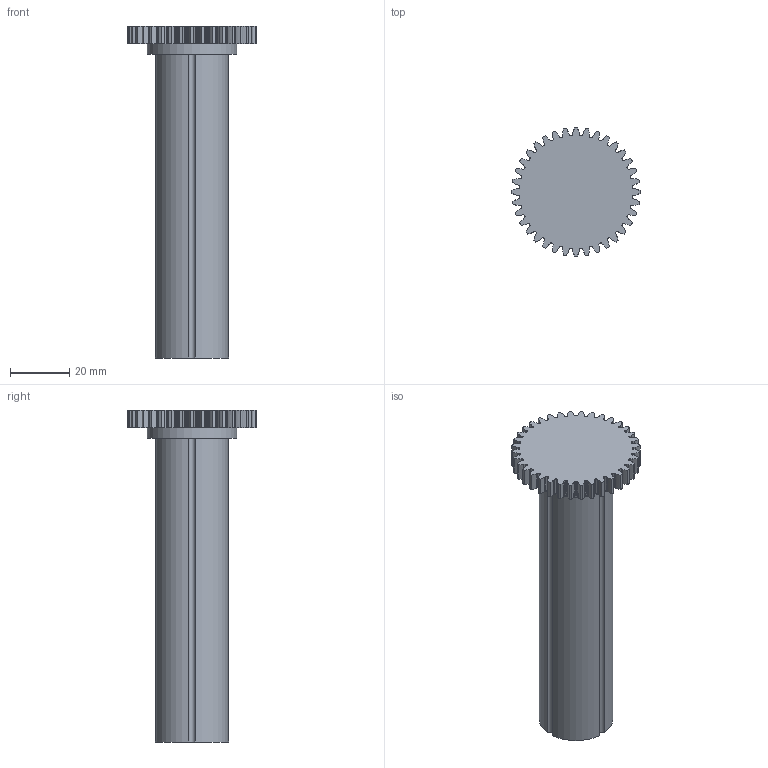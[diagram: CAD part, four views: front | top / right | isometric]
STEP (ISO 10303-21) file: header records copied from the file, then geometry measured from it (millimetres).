
FILE_DESCRIPTION(('FreeCAD Model'),'2;1');
FILE_NAME('Open CASCADE Shape Model','2024-07-10T20:27:56',('Author'),( ''),'Open CASCADE STEP processor 7.6','FreeCAD','Unknown');
FILE_SCHEMA(('AUTOMOTIVE_DESIGN { 1 0 10303 214 1 1 1 1 }'));
Length unit declared in the file: millimetre
Products named in the file (1): Gear_Arm
Bounding box: 43.32 x 43.32 x 112 mm (x, y, z)
Volume: 58481.1 mm3; surface area: 13052.1 mm2
Topology: 1 solids, 1 shells, 306 faces, 903 edges, 602 vertices
Faces by surface type: cylinder 153, extrusion 144, plane 9
Full cylindrical faces by diameter (mm): 30.25 x1
Entity records: 11035 total; most frequent: CARTESIAN_POINT 3108, ORIENTED_EDGE 1806, DIRECTION 1391, EDGE_CURVE 903, VERTEX_POINT 602, AXIS2_PLACEMENT_3D 469, VECTOR 453, B_SPLINE_CURVE_WITH_KNOTS 432
